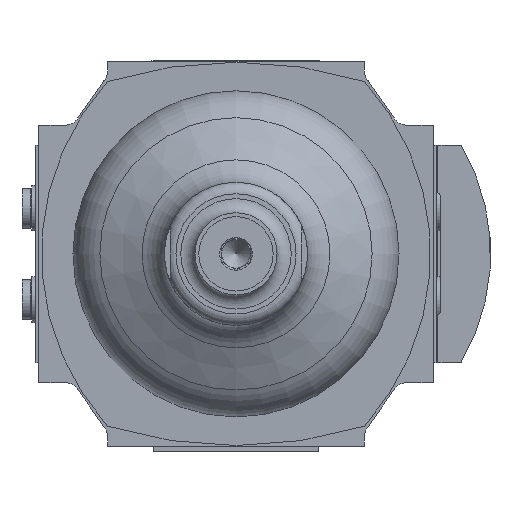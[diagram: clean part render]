
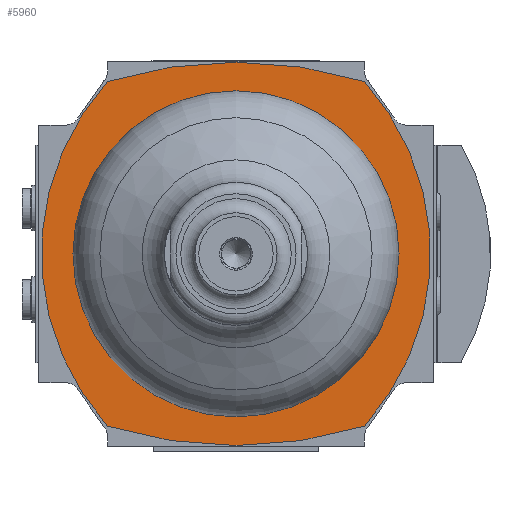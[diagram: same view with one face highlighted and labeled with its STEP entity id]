
A CAD part, front view. The second image highlights one B-rep face of the part: STEP entity #5960.
In plain terms, the highlighted planar face has unit normal (0, -1, 0).
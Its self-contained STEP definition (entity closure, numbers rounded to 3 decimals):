
#1759=ORIENTED_EDGE('',*,*,#3254,.F.);
#1760=ORIENTED_EDGE('',*,*,#3253,.F.);
#1761=ORIENTED_EDGE('',*,*,#3246,.F.);
#1762=ORIENTED_EDGE('',*,*,#3249,.F.);
#1763=ORIENTED_EDGE('',*,*,#3251,.F.);
#3246=EDGE_CURVE('',#3996,#3997,#4431,.T.);
#3249=EDGE_CURVE('',#3998,#3996,#4432,.T.);
#3251=EDGE_CURVE('',#3999,#3998,#4433,.T.);
#3253=EDGE_CURVE('',#3997,#3999,#4434,.T.);
#3254=EDGE_CURVE('',#4000,#4000,#4435,.F.);
#3996=VERTEX_POINT('',#9541);
#3997=VERTEX_POINT('',#9542);
#3998=VERTEX_POINT('',#9547);
#3999=VERTEX_POINT('',#9551);
#4000=VERTEX_POINT('',#9557);
#4431=CIRCLE('',#6477,152.);
#4432=CIRCLE('',#6479,90.);
#4433=CIRCLE('',#6481,152.);
#4434=CIRCLE('',#6483,90.);
#4435=CIRCLE('',#6485,56.);
#4695=EDGE_LOOP('',(#1759));
#4696=EDGE_LOOP('',(#1760,#1761,#1762,#1763));
#5231=FACE_BOUND('',#4695,.T.);
#5232=FACE_BOUND('',#4696,.T.);
#5740=PLANE('',#6484);
#5960=ADVANCED_FACE('',(#5231,#5232),#5740,.F.);
#6477=AXIS2_PLACEMENT_3D('',#9540,#7465,#7466);
#6479=AXIS2_PLACEMENT_3D('',#9546,#7471,#7472);
#6481=AXIS2_PLACEMENT_3D('',#9550,#7476,#7477);
#6483=AXIS2_PLACEMENT_3D('',#9554,#7481,#7482);
#6484=AXIS2_PLACEMENT_3D('',#9555,#7483,#7484);
#6485=AXIS2_PLACEMENT_3D('',#9556,#7485,#7486);
#7465=DIRECTION('',(0.,1.,0.));
#7466=DIRECTION('',(1.,0.,0.));
#7471=DIRECTION('',(0.,1.,0.));
#7472=DIRECTION('',(1.,0.,0.));
#7476=DIRECTION('',(0.,1.,0.));
#7477=DIRECTION('',(1.,0.,0.));
#7481=DIRECTION('',(0.,1.,0.));
#7482=DIRECTION('',(1.,0.,0.));
#7483=DIRECTION('',(0.,1.,0.));
#7484=DIRECTION('',(0.,0.,1.));
#7485=DIRECTION('',(0.,1.,0.));
#7486=DIRECTION('',(0.,0.,1.));
#9540=CARTESIAN_POINT('',(0.,0.,85.));
#9541=CARTESIAN_POINT('',(44.882,0.,-60.222));
#9542=CARTESIAN_POINT('',(-44.882,0.,-60.222));
#9546=CARTESIAN_POINT('',(-22.,0.,0.));
#9547=CARTESIAN_POINT('',(44.882,0.,60.222));
#9550=CARTESIAN_POINT('',(0.,0.,-85.));
#9551=CARTESIAN_POINT('',(-44.882,0.,60.222));
#9554=CARTESIAN_POINT('',(22.,0.,0.));
#9555=CARTESIAN_POINT('',(-59.601,0.,50.));
#9556=CARTESIAN_POINT('',(0.,0.,0.));
#9557=CARTESIAN_POINT('',(0.,0.,56.));
